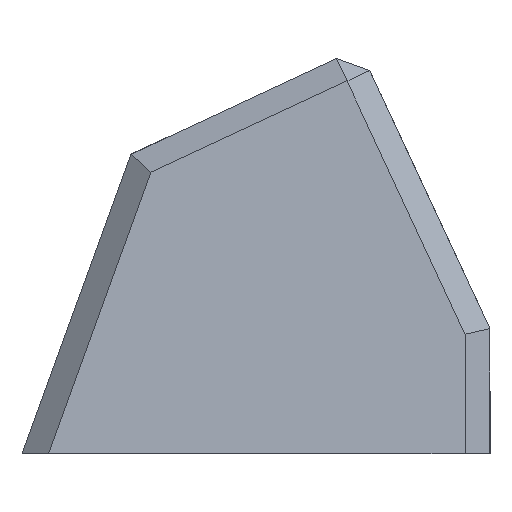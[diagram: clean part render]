
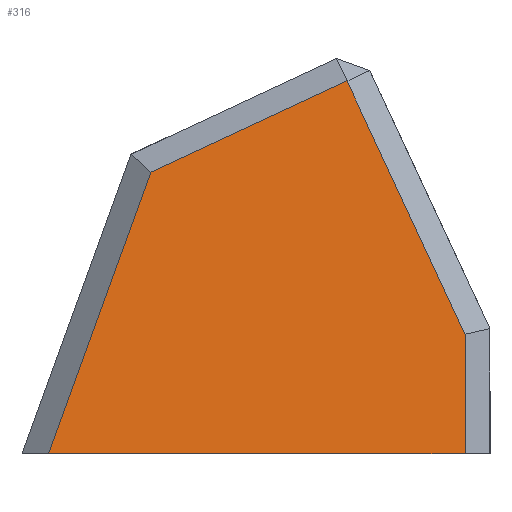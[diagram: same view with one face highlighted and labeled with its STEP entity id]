
A CAD part, left-side view. The second image highlights one B-rep face of the part: STEP entity #316.
In plain terms, the highlighted planar face has unit normal (-0.995, 0, 0.104).
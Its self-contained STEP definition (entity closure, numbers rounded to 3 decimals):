
#62 = VERTEX_POINT('',#63);
#63 = CARTESIAN_POINT('',(-27.765,54.35,
    45.047));
#79 = VERTEX_POINT('',#80);
#80 = CARTESIAN_POINT('',(-32.5,70.746,0.));
#86 = EDGE_CURVE('',#62,#79,#87,.T.);
#87 = LINE('',#88,#89);
#88 = CARTESIAN_POINT('',(-27.603,53.786,
    46.596));
#89 = VECTOR('',#90,1.);
#90 = DIRECTION('',(-0.098,0.34,-0.935));
#119 = VERTEX_POINT('',#120);
#120 = CARTESIAN_POINT('',(-32.5,4.,0.));
#126 = EDGE_CURVE('',#79,#119,#127,.T.);
#127 = LINE('',#128,#129);
#128 = CARTESIAN_POINT('',(-32.5,55.082,0.));
#129 = VECTOR('',#130,1.);
#130 = DIRECTION('',(0.,-1.,0.));
#298 = EDGE_CURVE('',#299,#62,#301,.T.);
#299 = VERTEX_POINT('',#300);
#300 = CARTESIAN_POINT('',(-26.225,22.923,
    59.702));
#301 = LINE('',#302,#303);
#302 = CARTESIAN_POINT('',(-26.047,19.286,
    61.398));
#303 = VECTOR('',#304,1.);
#304 = DIRECTION('',(-0.044,0.905,-0.422)
  );
#316 = ADVANCED_FACE('',(#317),#336,.F.);
#317 = FACE_BOUND('',#318,.F.);
#318 = EDGE_LOOP('',(#319,#320,#321,#322,#330));
#319 = ORIENTED_EDGE('',*,*,#126,.F.);
#320 = ORIENTED_EDGE('',*,*,#86,.F.);
#321 = ORIENTED_EDGE('',*,*,#298,.F.);
#322 = ORIENTED_EDGE('',*,*,#323,.F.);
#323 = EDGE_CURVE('',#324,#299,#326,.T.);
#324 = VERTEX_POINT('',#325);
#325 = CARTESIAN_POINT('',(-30.49,4.,19.122));
#326 = LINE('',#327,#328);
#327 = CARTESIAN_POINT('',(-30.574,3.629,
    18.326));
#328 = VECTOR('',#329,1.);
#329 = DIRECTION('',(0.095,0.421,0.902));
#330 = ORIENTED_EDGE('',*,*,#331,.F.);
#331 = EDGE_CURVE('',#119,#324,#332,.T.);
#332 = LINE('',#333,#334);
#333 = CARTESIAN_POINT('',(-32.5,4.,0.));
#334 = VECTOR('',#335,1.);
#335 = DIRECTION('',(0.105,0.,0.995));
#336 = PLANE('',#337);
#337 = AXIS2_PLACEMENT_3D('',#338,#339,#340);
#338 = CARTESIAN_POINT('',(-29.926,35.163,
    24.49));
#339 = DIRECTION('',(0.995,0.,-0.105));
#340 = DIRECTION('',(0.105,0.,0.995));
